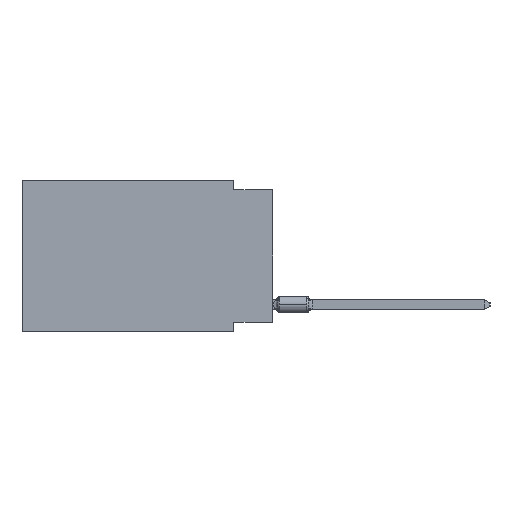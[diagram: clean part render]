
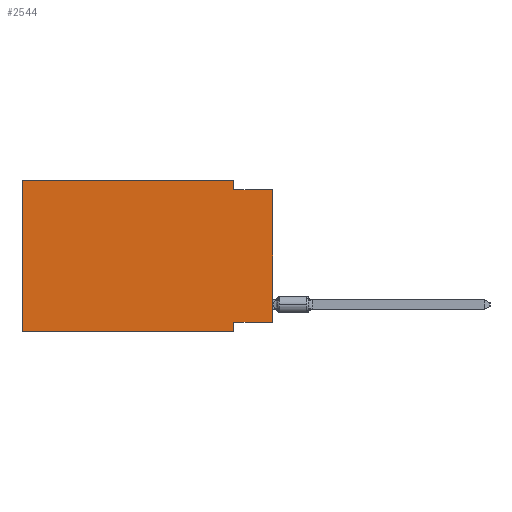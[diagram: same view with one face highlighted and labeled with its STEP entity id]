
A CAD part, left-side view. The second image highlights one B-rep face of the part: STEP entity #2544.
In plain terms, the highlighted planar face has unit normal (-1, 0, 0).
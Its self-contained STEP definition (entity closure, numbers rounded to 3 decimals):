
#806 = CARTESIAN_POINT ( 'NONE',  ( 0., 2.54, 0. ) ) ;
#1197 = DIRECTION ( 'NONE',  ( 0., -1., 0. ) ) ;
#2487 = DIRECTION ( 'NONE',  ( 0., 0., -1. ) ) ;
#2544 = ADVANCED_FACE ( 'NONE', ( #40721 ), #37550, .F. ) ;
#2749 = CARTESIAN_POINT ( 'NONE',  ( 0., 0., -9.271 ) ) ;
#2794 = LINE ( 'NONE', #15814, #33199 ) ;
#3558 = CARTESIAN_POINT ( 'NONE',  ( 0., 2.54, -9.271 ) ) ;
#5878 = LINE ( 'NONE', #25598, #28013 ) ;
#5948 = VERTEX_POINT ( 'NONE', #19521 ) ;
#8146 = LINE ( 'NONE', #36310, #17914 ) ;
#8772 = CARTESIAN_POINT ( 'NONE',  ( 0., 16.383, 0. ) ) ;
#8993 = ORIENTED_EDGE ( 'NONE', *, *, #28064, .F. ) ;
#9171 = AXIS2_PLACEMENT_3D ( 'NONE', #8772, #18419, #2487 ) ;
#9266 = LINE ( 'NONE', #2749, #9562 ) ;
#9562 = VECTOR ( 'NONE', #34874, 1000. ) ;
#10495 = CARTESIAN_POINT ( 'NONE',  ( 0., 0., -0.635 ) ) ;
#11003 = EDGE_CURVE ( 'NONE', #31546, #16298, #33319, .T. ) ;
#12327 = VERTEX_POINT ( 'NONE', #3558 ) ;
#14317 = ORIENTED_EDGE ( 'NONE', *, *, #18381, .F. ) ;
#15814 = CARTESIAN_POINT ( 'NONE',  ( 0., 0., 0. ) ) ;
#16298 = VERTEX_POINT ( 'NONE', #29269 ) ;
#17914 = VECTOR ( 'NONE', #27043, 1000. ) ;
#18381 = EDGE_CURVE ( 'NONE', #12327, #38393, #5878, .T. ) ;
#18419 = DIRECTION ( 'NONE',  ( 1., 0., 0. ) ) ;
#18943 = CARTESIAN_POINT ( 'NONE',  ( 0., 16.383, 0. ) ) ;
#18998 = VECTOR ( 'NONE', #1197, 1000. ) ;
#19521 = CARTESIAN_POINT ( 'NONE',  ( 0., 2.54, -0.635 ) ) ;
#20076 = CARTESIAN_POINT ( 'NONE',  ( 0., 16.383, 0. ) ) ;
#20851 = ORIENTED_EDGE ( 'NONE', *, *, #26603, .F. ) ;
#20996 = VERTEX_POINT ( 'NONE', #24143 ) ;
#21293 = EDGE_CURVE ( 'NONE', #16298, #5948, #32942, .T. ) ;
#21601 = ORIENTED_EDGE ( 'NONE', *, *, #26576, .T. ) ;
#22918 = EDGE_LOOP ( 'NONE', ( #21601, #32309, #24176, #30477, #20851, #26382, #14317, #8993 ) ) ;
#23429 = DIRECTION ( 'NONE',  ( 0., -1., 0. ) ) ;
#23776 = VERTEX_POINT ( 'NONE', #10495 ) ;
#24143 = CARTESIAN_POINT ( 'NONE',  ( 0., 0., -9.271 ) ) ;
#24176 = ORIENTED_EDGE ( 'NONE', *, *, #21293, .F. ) ;
#25598 = CARTESIAN_POINT ( 'NONE',  ( 0., 2.54, -9.906 ) ) ;
#26382 = ORIENTED_EDGE ( 'NONE', *, *, #33339, .T. ) ;
#26446 = CARTESIAN_POINT ( 'NONE',  ( 0., 2.54, -9.906 ) ) ;
#26576 = EDGE_CURVE ( 'NONE', #20996, #23776, #2794, .T. ) ;
#26603 = EDGE_CURVE ( 'NONE', #36483, #31546, #33979, .T. ) ;
#26991 = CARTESIAN_POINT ( 'NONE',  ( 0., 0., -0.635 ) ) ;
#27043 = DIRECTION ( 'NONE',  ( 0., -1., 0. ) ) ;
#27051 = EDGE_CURVE ( 'NONE', #5948, #23776, #40046, .T. ) ;
#27261 = DIRECTION ( 'NONE',  ( 0., 0., 1. ) ) ;
#28013 = VECTOR ( 'NONE', #38011, 1000. ) ;
#28064 = EDGE_CURVE ( 'NONE', #20996, #12327, #9266, .T. ) ;
#28626 = DIRECTION ( 'NONE',  ( 0., 0., 1. ) ) ;
#29167 = DIRECTION ( 'NONE',  ( 0., 0., -1. ) ) ;
#29269 = CARTESIAN_POINT ( 'NONE',  ( 0., 2.54, 0. ) ) ;
#29523 = CARTESIAN_POINT ( 'NONE',  ( 0., 16.383, -9.906 ) ) ;
#30477 = ORIENTED_EDGE ( 'NONE', *, *, #11003, .F. ) ;
#30497 = VECTOR ( 'NONE', #27261, 1000. ) ;
#30623 = CARTESIAN_POINT ( 'NONE',  ( 0., 16.383, 0. ) ) ;
#31546 = VERTEX_POINT ( 'NONE', #18943 ) ;
#32309 = ORIENTED_EDGE ( 'NONE', *, *, #27051, .F. ) ;
#32632 = VECTOR ( 'NONE', #29167, 1000. ) ;
#32942 = LINE ( 'NONE', #806, #32632 ) ;
#33199 = VECTOR ( 'NONE', #28626, 1000. ) ;
#33319 = LINE ( 'NONE', #20076, #38971 ) ;
#33339 = EDGE_CURVE ( 'NONE', #36483, #38393, #8146, .T. ) ;
#33979 = LINE ( 'NONE', #30623, #30497 ) ;
#34874 = DIRECTION ( 'NONE',  ( 0., 1., 0. ) ) ;
#36310 = CARTESIAN_POINT ( 'NONE',  ( 0., 16.383, -9.906 ) ) ;
#36483 = VERTEX_POINT ( 'NONE', #29523 ) ;
#37550 = PLANE ( 'NONE',  #9171 ) ;
#38011 = DIRECTION ( 'NONE',  ( 0., 0., -1. ) ) ;
#38393 = VERTEX_POINT ( 'NONE', #26446 ) ;
#38971 = VECTOR ( 'NONE', #23429, 1000. ) ;
#40046 = LINE ( 'NONE', #26991, #18998 ) ;
#40721 = FACE_OUTER_BOUND ( 'NONE', #22918, .T. ) ;
